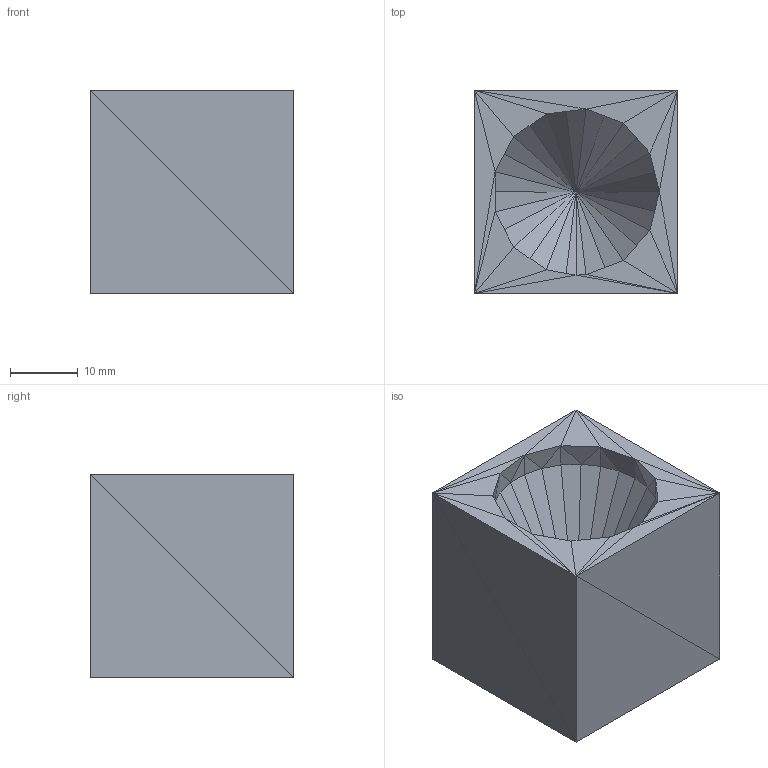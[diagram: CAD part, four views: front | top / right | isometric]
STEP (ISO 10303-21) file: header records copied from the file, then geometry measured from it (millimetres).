
FILE_DESCRIPTION(('FreeCAD Model'),'2;1');
FILE_NAME('Open CASCADE Shape Model','2022-05-07T14:25:45',('Author'),( ''),'Open CASCADE STEP processor 7.5','FreeCAD','Unknown');
FILE_SCHEMA(('AUTOMOTIVE_DESIGN { 1 0 10303 214 1 1 1 1 }'));
Length unit declared in the file: millimetre
Products named in the file (1): chess_mould_King001
Bounding box: 30 x 30 x 30 mm (x, y, z)
Surface area: 6215.7 mm2 (no closed solid volume)
Topology: 0 solids, 1 shells, 96 faces, 144 edges, 50 vertices
Faces by surface type: plane 96
Entity records: 3634 total; most frequent: CARTESIAN_POINT 723, DIRECTION 482, ORIENTED_EDGE 288, LINE 288, VECTOR 288, PCURVE 288, DEFINITIONAL_REPRESENTATION 288, EDGE_CURVE 144
